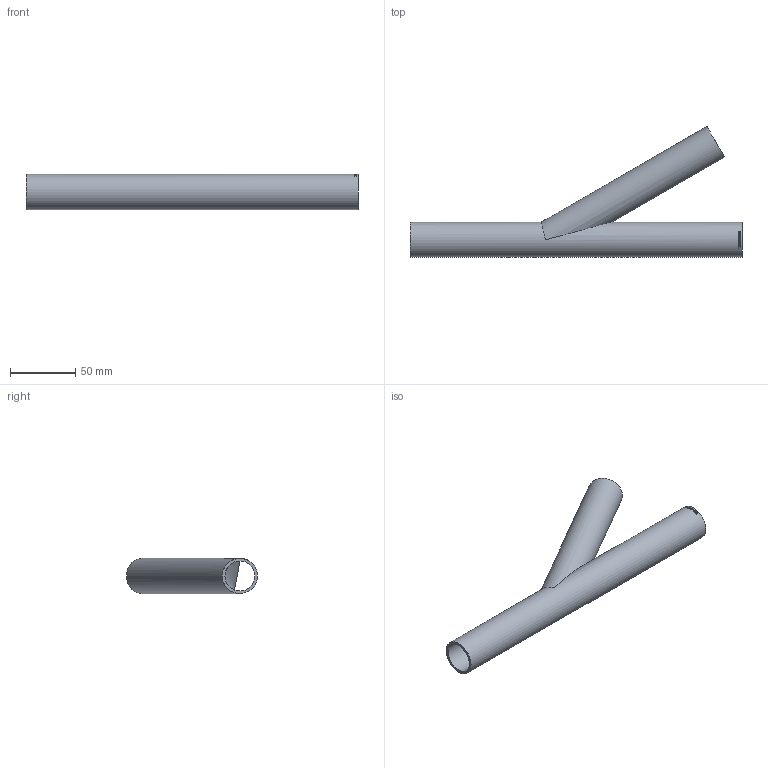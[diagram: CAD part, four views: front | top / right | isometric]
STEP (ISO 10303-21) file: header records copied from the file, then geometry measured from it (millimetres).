
FILE_DESCRIPTION (( 'STEP AP214' ), '1' );
FILE_NAME ('TR30-026X20-x T-Stück 30° Ø26,9 L254 1911.STEP', '2019-11-25T08:58:10', ( '' ), ( '' ), 'SwSTEP 2.0', 'SolidWorks 2016', '' );
FILE_SCHEMA (( 'AUTOMOTIVE_DESIGN' ));
Length unit declared in the file: millimetre
Products named in the file (1): TR30-026X20-x T-Stück 30° Ø26,9 L254   1911
Bounding box: 254 x 100.2 x 26.9 mm (x, y, z)
Volume: 58263.8 mm3; surface area: 58716.4 mm2
Topology: 1 solids, 1 shells, 182 faces, 492 edges, 328 vertices
Faces by surface type: bspline 116, plane 42, cylinder 24
Full cylindrical faces by diameter (mm): 22.9 x2, 26.9 x2
Entity records: 15986 total; most frequent: CARTESIAN_POINT 10637, ORIENTED_EDGE 950, EDGE_CURVE 475, B_SPLINE_CURVE_WITH_KNOTS 361, VERTEX_POINT 320, DIRECTION 298, EDGE_LOOP 207, FACE_OUTER_BOUND 184
